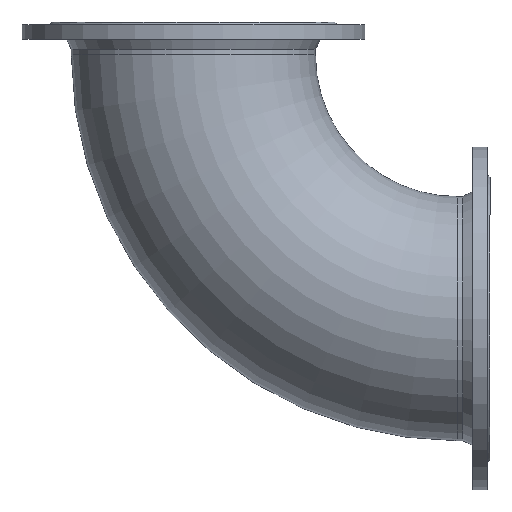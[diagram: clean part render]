
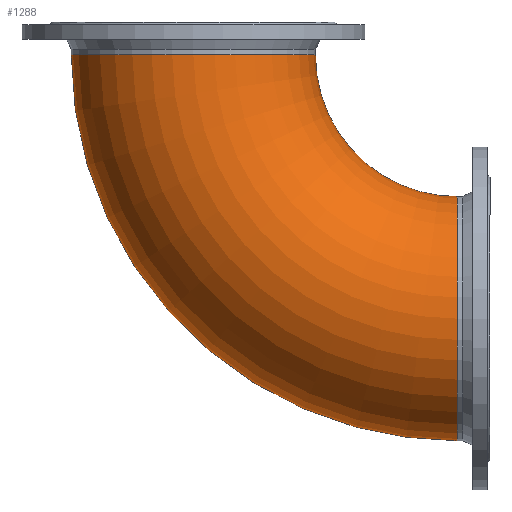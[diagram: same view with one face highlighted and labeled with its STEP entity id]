
A CAD part, front view. The second image highlights one B-rep face of the part: STEP entity #1288.
In plain terms, the highlighted toroidal (fillet/blend) face has major radius 400 mm and minor radius 185.2 mm.
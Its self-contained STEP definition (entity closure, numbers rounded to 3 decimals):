
#12 = AXIS2_PLACEMENT_3D ( 'NONE', #728, #729, #730 ) ;
#14 = AXIS2_PLACEMENT_3D ( 'NONE', #734, #735, #736 ) ;
#82 = AXIS2_PLACEMENT_3D ( 'NONE', #1359, #1357, #1361 ) ;
#351 = EDGE_CURVE ( 'NONE', #1225, #1225, #702, .T. ) ;
#353 = EDGE_CURVE ( 'NONE', #1227, #1227, #704, .T. ) ;
#477 = ORIENTED_EDGE ( 'NONE', *, *, #351, .F. ) ;
#483 = ORIENTED_EDGE ( 'NONE', *, *, #353, .T. ) ;
#610 = EDGE_LOOP ( 'NONE', ( #477 ) ) ;
#624 = EDGE_LOOP ( 'NONE', ( #483 ) ) ;
#702 = CIRCLE ( 'NONE', #12, 185.2 ) ;
#704 = CIRCLE ( 'NONE', #14, 185.2 ) ;
#728 = CARTESIAN_POINT ( 'NONE',  ( 0., 0., -46. ) ) ;
#729 = DIRECTION ( 'NONE',  ( 0., 0., 1. ) ) ;
#730 = DIRECTION ( 'NONE',  ( 1., 0., 0. ) ) ;
#734 = CARTESIAN_POINT ( 'NONE',  ( 400., 0., -446. ) ) ;
#735 = DIRECTION ( 'NONE',  ( -1., 0., 0. ) ) ;
#736 = DIRECTION ( 'NONE',  ( 0., 0., 1. ) ) ;
#1142 = TOROIDAL_SURFACE ( 'NONE', #82, 400., 185.2 ) ;
#1171 = FACE_OUTER_BOUND ( 'NONE', #610, .T. ) ;
#1175 = FACE_OUTER_BOUND ( 'NONE', #624, .T. ) ;
#1225 = VERTEX_POINT ( 'NONE', #1410 ) ;
#1227 = VERTEX_POINT ( 'NONE', #1412 ) ;
#1288 = ADVANCED_FACE ( 'NONE', ( #1171, #1175 ), #1142, .T. ) ;
#1357 = DIRECTION ( 'NONE',  ( 0., -1., 0. ) ) ;
#1359 = CARTESIAN_POINT ( 'NONE',  ( 400., 0., -46. ) ) ;
#1361 = DIRECTION ( 'NONE',  ( 0., 0., -1. ) ) ;
#1410 = CARTESIAN_POINT ( 'NONE',  ( 185.2, 0., -46. ) ) ;
#1412 = CARTESIAN_POINT ( 'NONE',  ( 400., 0., -260.8 ) ) ;
